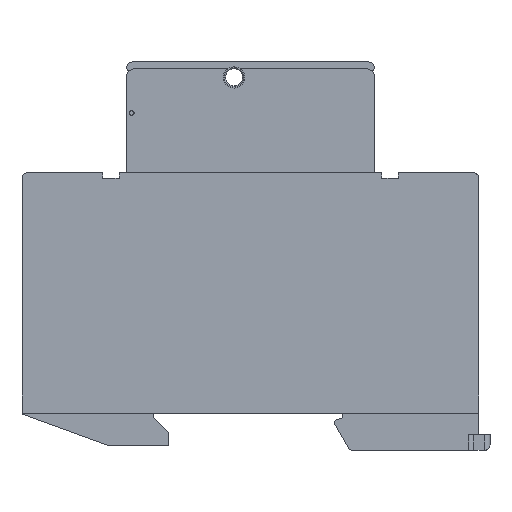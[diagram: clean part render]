
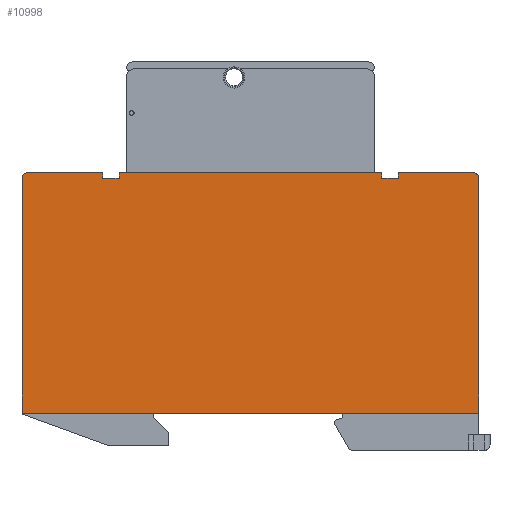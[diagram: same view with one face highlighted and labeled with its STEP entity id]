
A CAD part, left-side view. The second image highlights one B-rep face of the part: STEP entity #10998.
In plain terms, the highlighted face is planar.
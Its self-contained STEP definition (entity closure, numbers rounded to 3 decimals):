
#10253=DIRECTION('',(0.,1.,0.));
#10254=VECTOR('',#10253,47.9);
#10255=CARTESIAN_POINT('',(17.55,-41.65,43.8));
#10256=LINE('',#10255,#10254);
#10257=DIRECTION('',(0.,1.,0.));
#10258=VECTOR('',#10257,3.);
#10259=CARTESIAN_POINT('',(17.55,6.25,42.8));
#10260=LINE('',#10259,#10258);
#10261=CARTESIAN_POINT('',(17.55,22.95,42.8));
#10262=DIRECTION('',(-1.,0.,0.));
#10263=DIRECTION('',(0.,0.,1.));
#10264=AXIS2_PLACEMENT_3D('',#10261,#10262,#10263);
#10266=DIRECTION('',(0.,-1.,0.));
#10267=VECTOR('',#10266,83.3);
#10268=CARTESIAN_POINT('',(17.55,23.95,0.));
#10269=LINE('',#10268,#10267);
#10270=DIRECTION('',(0.,0.,1.));
#10271=VECTOR('',#10270,42.8);
#10272=CARTESIAN_POINT('',(17.55,-59.35,0.));
#10273=LINE('',#10272,#10271);
#10274=CARTESIAN_POINT('',(17.55,-58.35,42.8));
#10275=DIRECTION('',(-1.,0.,0.));
#10276=DIRECTION('',(0.,-1.,0.));
#10277=AXIS2_PLACEMENT_3D('',#10274,#10275,#10276);
#10279=DIRECTION('',(0.,1.,0.));
#10280=VECTOR('',#10279,3.);
#10281=CARTESIAN_POINT('',(17.55,-44.65,42.8));
#10282=LINE('',#10281,#10280);
#10287=DIRECTION('',(0.,0.,1.));
#10288=VECTOR('',#10287,1.);
#10289=CARTESIAN_POINT('',(17.55,6.25,42.8));
#10290=LINE('',#10289,#10288);
#10303=DIRECTION('',(0.,0.,-1.));
#10304=VECTOR('',#10303,1.);
#10305=CARTESIAN_POINT('',(17.55,9.25,43.8));
#10306=LINE('',#10305,#10304);
#10311=DIRECTION('',(0.,-1.,0.));
#10312=VECTOR('',#10311,13.7);
#10313=CARTESIAN_POINT('',(17.55,22.95,43.8));
#10314=LINE('',#10313,#10312);
#10337=DIRECTION('',(0.,0.,1.));
#10338=VECTOR('',#10337,42.8);
#10339=CARTESIAN_POINT('',(17.55,23.95,0.));
#10340=LINE('',#10339,#10338);
#10381=DIRECTION('',(0.,-1.,0.));
#10382=VECTOR('',#10381,13.7);
#10383=CARTESIAN_POINT('',(17.55,-44.65,43.8));
#10384=LINE('',#10383,#10382);
#10399=DIRECTION('',(0.,0.,1.));
#10400=VECTOR('',#10399,1.);
#10401=CARTESIAN_POINT('',(17.55,-44.65,42.8));
#10402=LINE('',#10401,#10400);
#10419=DIRECTION('',(0.,0.,-1.));
#10420=VECTOR('',#10419,1.);
#10421=CARTESIAN_POINT('',(17.55,-41.65,43.8));
#10422=LINE('',#10421,#10420);
#10759=CARTESIAN_POINT('',(17.55,-41.65,43.8));
#10760=CARTESIAN_POINT('',(17.55,6.25,43.8));
#10761=VERTEX_POINT('',#10759);
#10762=VERTEX_POINT('',#10760);
#10763=CARTESIAN_POINT('',(17.55,6.25,42.8));
#10764=VERTEX_POINT('',#10763);
#10765=CARTESIAN_POINT('',(17.55,9.25,42.8));
#10766=VERTEX_POINT('',#10765);
#10767=CARTESIAN_POINT('',(17.55,9.25,43.8));
#10768=VERTEX_POINT('',#10767);
#10769=CARTESIAN_POINT('',(17.55,22.95,43.8));
#10770=VERTEX_POINT('',#10769);
#10771=CARTESIAN_POINT('',(17.55,23.95,42.8));
#10772=VERTEX_POINT('',#10771);
#10773=CARTESIAN_POINT('',(17.55,23.95,0.));
#10774=VERTEX_POINT('',#10773);
#10775=CARTESIAN_POINT('',(17.55,-59.35,0.));
#10776=VERTEX_POINT('',#10775);
#10777=CARTESIAN_POINT('',(17.55,-59.35,42.8));
#10778=VERTEX_POINT('',#10777);
#10779=CARTESIAN_POINT('',(17.55,-58.35,43.8));
#10780=VERTEX_POINT('',#10779);
#10781=CARTESIAN_POINT('',(17.55,-44.65,43.8));
#10782=VERTEX_POINT('',#10781);
#10783=CARTESIAN_POINT('',(17.55,-44.65,42.8));
#10784=VERTEX_POINT('',#10783);
#10785=CARTESIAN_POINT('',(17.55,-41.65,42.8));
#10786=VERTEX_POINT('',#10785);
#10964=CARTESIAN_POINT('',(17.55,-17.7,0.));
#10965=DIRECTION('',(1.,0.,0.));
#10966=DIRECTION('',(0.,1.,0.));
#10967=AXIS2_PLACEMENT_3D('',#10964,#10965,#10966);
#10968=PLANE('',#10967);
#10969=ORIENTED_EDGE('',*,*,#10947,.T.);
#10971=ORIENTED_EDGE('',*,*,#10970,.F.);
#10973=ORIENTED_EDGE('',*,*,#10972,.T.);
#10975=ORIENTED_EDGE('',*,*,#10974,.F.);
#10977=ORIENTED_EDGE('',*,*,#10976,.F.);
#10979=ORIENTED_EDGE('',*,*,#10978,.T.);
#10981=ORIENTED_EDGE('',*,*,#10980,.F.);
#10983=ORIENTED_EDGE('',*,*,#10982,.T.);
#10985=ORIENTED_EDGE('',*,*,#10984,.T.);
#10987=ORIENTED_EDGE('',*,*,#10986,.T.);
#10989=ORIENTED_EDGE('',*,*,#10988,.F.);
#10991=ORIENTED_EDGE('',*,*,#10990,.F.);
#10993=ORIENTED_EDGE('',*,*,#10992,.T.);
#10995=ORIENTED_EDGE('',*,*,#10994,.F.);
#10996=EDGE_LOOP('',(#10969,#10971,#10973,#10975,#10977,#10979,#10981,#10983,
#10985,#10987,#10989,#10991,#10993,#10995));
#10997=FACE_OUTER_BOUND('',#10996,.F.);
#10265=CIRCLE('',#10264,1.);
#10278=CIRCLE('',#10277,1.);
#10947=EDGE_CURVE('',#10761,#10762,#10256,.T.);
#10970=EDGE_CURVE('',#10764,#10762,#10290,.T.);
#10972=EDGE_CURVE('',#10764,#10766,#10260,.T.);
#10974=EDGE_CURVE('',#10768,#10766,#10306,.T.);
#10976=EDGE_CURVE('',#10770,#10768,#10314,.T.);
#10978=EDGE_CURVE('',#10770,#10772,#10265,.T.);
#10980=EDGE_CURVE('',#10774,#10772,#10340,.T.);
#10982=EDGE_CURVE('',#10774,#10776,#10269,.T.);
#10984=EDGE_CURVE('',#10776,#10778,#10273,.T.);
#10986=EDGE_CURVE('',#10778,#10780,#10278,.T.);
#10988=EDGE_CURVE('',#10782,#10780,#10384,.T.);
#10990=EDGE_CURVE('',#10784,#10782,#10402,.T.);
#10992=EDGE_CURVE('',#10784,#10786,#10282,.T.);
#10994=EDGE_CURVE('',#10761,#10786,#10422,.T.);
#10998=ADVANCED_FACE('',(#10997),#10968,.T.);
